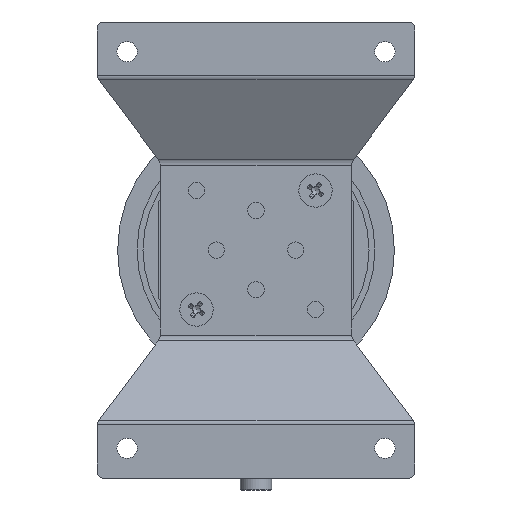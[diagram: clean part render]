
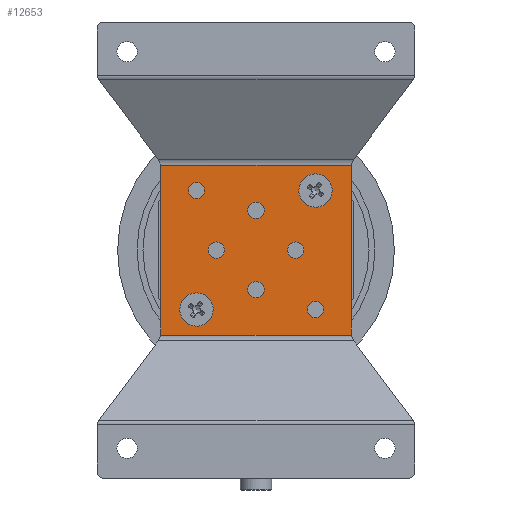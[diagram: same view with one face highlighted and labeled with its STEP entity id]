
A CAD part, front view. The second image highlights one B-rep face of the part: STEP entity #12653.
In plain terms, the highlighted planar face has unit normal (0, -1, 0).
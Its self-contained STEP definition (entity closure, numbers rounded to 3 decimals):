
#354=LINE('',#27456,#1066);
#374=LINE('',#27612,#1086);
#382=LINE('',#27661,#1094);
#388=LINE('',#27706,#1100);
#1066=VECTOR('',#20987,1000.);
#1086=VECTOR('',#21043,1000.);
#1094=VECTOR('',#21061,1000.);
#1100=VECTOR('',#21077,1000.);
#2346=PLANE('',#18655);
#4059=ORIENTED_EDGE('',*,*,#6637,.T.);
#4060=ORIENTED_EDGE('',*,*,#6639,.T.);
#4061=ORIENTED_EDGE('',*,*,#6641,.T.);
#4062=ORIENTED_EDGE('',*,*,#6643,.T.);
#4063=ORIENTED_EDGE('',*,*,#6645,.T.);
#4064=ORIENTED_EDGE('',*,*,#6647,.T.);
#4065=ORIENTED_EDGE('',*,*,#6649,.T.);
#4066=ORIENTED_EDGE('',*,*,#6651,.T.);
#4067=ORIENTED_EDGE('',*,*,#6716,.F.);
#4068=ORIENTED_EDGE('',*,*,#6706,.F.);
#4069=ORIENTED_EDGE('',*,*,#6672,.F.);
#4070=ORIENTED_EDGE('',*,*,#6724,.T.);
#6637=EDGE_CURVE('',#8184,#8184,#9041,.T.);
#6639=EDGE_CURVE('',#8186,#8186,#9043,.T.);
#6641=EDGE_CURVE('',#8188,#8188,#9045,.T.);
#6643=EDGE_CURVE('',#8190,#8190,#9047,.T.);
#6645=EDGE_CURVE('',#8192,#8192,#9049,.T.);
#6647=EDGE_CURVE('',#8194,#8194,#9051,.T.);
#6649=EDGE_CURVE('',#8196,#8196,#9053,.T.);
#6651=EDGE_CURVE('',#8198,#8198,#9055,.T.);
#6672=EDGE_CURVE('',#8210,#8211,#354,.T.);
#6706=EDGE_CURVE('',#8211,#8234,#374,.T.);
#6716=EDGE_CURVE('',#8234,#8237,#382,.T.);
#6724=EDGE_CURVE('',#8210,#8237,#388,.T.);
#8184=VERTEX_POINT('',#27290);
#8186=VERTEX_POINT('',#27295);
#8188=VERTEX_POINT('',#27300);
#8190=VERTEX_POINT('',#27305);
#8192=VERTEX_POINT('',#27310);
#8194=VERTEX_POINT('',#27315);
#8196=VERTEX_POINT('',#27320);
#8198=VERTEX_POINT('',#27325);
#8210=VERTEX_POINT('',#27447);
#8211=VERTEX_POINT('',#27455);
#8234=VERTEX_POINT('',#27613);
#8237=VERTEX_POINT('',#27660);
#9041=CIRCLE('',#18597,2.05);
#9043=CIRCLE('',#18600,2.05);
#9045=CIRCLE('',#18603,2.05);
#9047=CIRCLE('',#18606,2.05);
#9049=CIRCLE('',#18609,2.05);
#9051=CIRCLE('',#18612,2.05);
#9053=CIRCLE('',#18615,2.05);
#9055=CIRCLE('',#18618,2.05);
#10236=EDGE_LOOP('',(#4059));
#10237=EDGE_LOOP('',(#4060));
#10238=EDGE_LOOP('',(#4061));
#10239=EDGE_LOOP('',(#4062));
#10240=EDGE_LOOP('',(#4063));
#10241=EDGE_LOOP('',(#4064));
#10242=EDGE_LOOP('',(#4065));
#10243=EDGE_LOOP('',(#4066));
#10244=EDGE_LOOP('',(#4067,#4068,#4069,#4070));
#11489=FACE_BOUND('',#10236,.T.);
#11490=FACE_BOUND('',#10237,.T.);
#11491=FACE_BOUND('',#10238,.T.);
#11492=FACE_BOUND('',#10239,.T.);
#11493=FACE_BOUND('',#10240,.T.);
#11494=FACE_BOUND('',#10241,.T.);
#11495=FACE_BOUND('',#10242,.T.);
#11496=FACE_BOUND('',#10243,.T.);
#11497=FACE_BOUND('',#10244,.T.);
#12653=ADVANCED_FACE('',(#11489,#11490,#11491,#11492,#11493,#11494,#11495,
#11496,#11497),#2346,.F.);
#18597=AXIS2_PLACEMENT_3D('',#27289,#20914,#20915);
#18600=AXIS2_PLACEMENT_3D('',#27294,#20920,#20921);
#18603=AXIS2_PLACEMENT_3D('',#27299,#20926,#20927);
#18606=AXIS2_PLACEMENT_3D('',#27304,#20932,#20933);
#18609=AXIS2_PLACEMENT_3D('',#27309,#20938,#20939);
#18612=AXIS2_PLACEMENT_3D('',#27314,#20944,#20945);
#18615=AXIS2_PLACEMENT_3D('',#27319,#20950,#20951);
#18618=AXIS2_PLACEMENT_3D('',#27324,#20956,#20957);
#18655=AXIS2_PLACEMENT_3D('',#27707,#21078,#21079);
#20914=DIRECTION('',(0.,1.,0.));
#20915=DIRECTION('',(0.,0.,-1.));
#20920=DIRECTION('',(0.,1.,0.));
#20921=DIRECTION('',(0.,0.,-1.));
#20926=DIRECTION('',(0.,1.,0.));
#20927=DIRECTION('',(0.,0.,-1.));
#20932=DIRECTION('',(0.,1.,0.));
#20933=DIRECTION('',(0.,0.,-1.));
#20938=DIRECTION('',(0.,1.,0.));
#20939=DIRECTION('',(0.,0.,1.));
#20944=DIRECTION('',(0.,1.,0.));
#20945=DIRECTION('',(0.,0.,1.));
#20950=DIRECTION('',(0.,1.,0.));
#20951=DIRECTION('',(0.,0.,1.));
#20956=DIRECTION('',(0.,1.,0.));
#20957=DIRECTION('',(0.,0.,1.));
#20987=DIRECTION('',(0.,0.,-1.));
#21043=DIRECTION('',(-1.,0.,0.));
#21061=DIRECTION('',(0.,0.,1.));
#21077=DIRECTION('',(-1.,0.,0.));
#21078=DIRECTION('',(0.,1.,0.));
#21079=DIRECTION('',(1.,0.,0.));
#27289=CARTESIAN_POINT('',(10.,0.,0.));
#27290=CARTESIAN_POINT('',(10.,0.,-2.05));
#27294=CARTESIAN_POINT('',(0.,0.,-10.));
#27295=CARTESIAN_POINT('',(0.,0.,-12.05));
#27299=CARTESIAN_POINT('',(0.,0.,10.));
#27300=CARTESIAN_POINT('',(0.,0.,7.95));
#27304=CARTESIAN_POINT('',(-10.,0.,0.));
#27305=CARTESIAN_POINT('',(-10.,0.,-2.05));
#27309=CARTESIAN_POINT('',(-15.,0.,-15.));
#27310=CARTESIAN_POINT('',(-15.,0.,-12.95));
#27314=CARTESIAN_POINT('',(15.,0.,-15.));
#27315=CARTESIAN_POINT('',(15.,0.,-12.95));
#27319=CARTESIAN_POINT('',(-15.,0.,15.));
#27320=CARTESIAN_POINT('',(-15.,0.,17.05));
#27324=CARTESIAN_POINT('',(15.,0.,15.));
#27325=CARTESIAN_POINT('',(15.,0.,17.05));
#27447=CARTESIAN_POINT('',(24.,0.,21.428));
#27455=CARTESIAN_POINT('',(24.,0.,-21.428));
#27456=CARTESIAN_POINT('',(24.,0.,21.428));
#27612=CARTESIAN_POINT('',(24.,0.,-21.428));
#27613=CARTESIAN_POINT('',(-24.,0.,-21.428));
#27660=CARTESIAN_POINT('',(-24.,0.,21.428));
#27661=CARTESIAN_POINT('',(-24.,0.,-21.428));
#27706=CARTESIAN_POINT('',(24.,0.,21.428));
#27707=CARTESIAN_POINT('',(0.,0.,0.));
